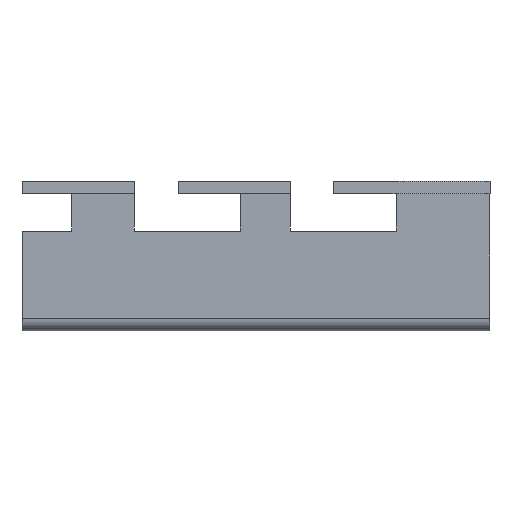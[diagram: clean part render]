
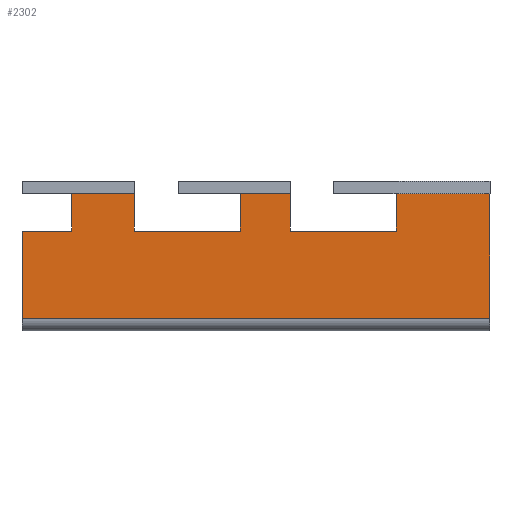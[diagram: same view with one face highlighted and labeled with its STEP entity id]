
A CAD part, left-side view. The second image highlights one B-rep face of the part: STEP entity #2302.
In plain terms, the highlighted planar face has unit normal (-1, 0, 0).
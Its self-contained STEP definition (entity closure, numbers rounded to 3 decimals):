
#1 = ORIENTED_EDGE ( 'NONE', *, *, #1115, .F. ) ;
#42 = ORIENTED_EDGE ( 'NONE', *, *, #2973, .F. ) ;
#44 = LINE ( 'NONE', #2629, #1354 ) ;
#65 = CARTESIAN_POINT ( 'NONE',  ( -40., 0., 22. ) ) ;
#82 = CARTESIAN_POINT ( 'NONE',  ( -40., 2.5, 0. ) ) ;
#97 = DIRECTION ( 'NONE',  ( 0., -1., 0. ) ) ;
#176 = VERTEX_POINT ( 'NONE', #2421 ) ;
#254 = VECTOR ( 'NONE', #575, 1000. ) ;
#268 = VECTOR ( 'NONE', #2522, 1000. ) ;
#302 = VECTOR ( 'NONE', #1906, 1000. ) ;
#314 = LINE ( 'NONE', #3158, #2433 ) ;
#331 = EDGE_CURVE ( 'NONE', #2335, #477, #2045, .T. ) ;
#357 = VECTOR ( 'NONE', #1612, 1000. ) ;
#410 = CARTESIAN_POINT ( 'NONE',  ( -40., -5.5, 22. ) ) ;
#426 = LINE ( 'NONE', #2241, #2220 ) ;
#434 = EDGE_CURVE ( 'NONE', #724, #2408, #1907, .T. ) ;
#440 = EDGE_CURVE ( 'NONE', #1733, #176, #1160, .T. ) ;
#477 = VERTEX_POINT ( 'NONE', #908 ) ;
#551 = ORIENTED_EDGE ( 'NONE', *, *, #2882, .F. ) ;
#575 = DIRECTION ( 'NONE',  ( 0., -1., 0. ) ) ;
#599 = LINE ( 'NONE', #2904, #302 ) ;
#612 = VERTEX_POINT ( 'NONE', #3000 ) ;
#618 = CARTESIAN_POINT ( 'NONE',  ( -40., 0., 22. ) ) ;
#620 = DIRECTION ( 'NONE',  ( 0., 0., 1. ) ) ;
#694 = CARTESIAN_POINT ( 'NONE',  ( -40., 19.5, 16. ) ) ;
#697 = VERTEX_POINT ( 'NONE', #410 ) ;
#724 = VERTEX_POINT ( 'NONE', #694 ) ;
#793 = FACE_OUTER_BOUND ( 'NONE', #2355, .T. ) ;
#816 = EDGE_CURVE ( 'NONE', #2195, #2335, #426, .T. ) ;
#830 = CARTESIAN_POINT ( 'NONE',  ( -40., -5.5, 0. ) ) ;
#843 = EDGE_CURVE ( 'NONE', #1242, #2195, #2759, .T. ) ;
#892 = DIRECTION ( 'NONE',  ( 0., -1., 0. ) ) ;
#908 = CARTESIAN_POINT ( 'NONE',  ( -40., -37.5, 22. ) ) ;
#1052 = LINE ( 'NONE', #3162, #254 ) ;
#1101 = LINE ( 'NONE', #830, #357 ) ;
#1105 = DIRECTION ( 'NONE',  ( 0., 1., 0. ) ) ;
#1115 = EDGE_CURVE ( 'NONE', #3314, #1380, #314, .T. ) ;
#1122 = EDGE_CURVE ( 'NONE', #2124, #1257, #2941, .T. ) ;
#1143 = CARTESIAN_POINT ( 'NONE',  ( -40., 29.5, 24. ) ) ;
#1146 = DIRECTION ( 'NONE',  ( 0., 0., -1. ) ) ;
#1160 = LINE ( 'NONE', #1143, #2539 ) ;
#1163 = CARTESIAN_POINT ( 'NONE',  ( -40., 0., 0. ) ) ;
#1177 = ORIENTED_EDGE ( 'NONE', *, *, #816, .F. ) ;
#1204 = VECTOR ( 'NONE', #3156, 1000. ) ;
#1242 = VERTEX_POINT ( 'NONE', #2757 ) ;
#1244 = ORIENTED_EDGE ( 'NONE', *, *, #331, .F. ) ;
#1257 = VERTEX_POINT ( 'NONE', #1473 ) ;
#1258 = VECTOR ( 'NONE', #97, 1000. ) ;
#1327 = CARTESIAN_POINT ( 'NONE',  ( -40., 0., 16. ) ) ;
#1330 = VECTOR ( 'NONE', #1854, 1000. ) ;
#1354 = VECTOR ( 'NONE', #1105, 1000. ) ;
#1367 = LINE ( 'NONE', #65, #1204 ) ;
#1380 = VERTEX_POINT ( 'NONE', #3089 ) ;
#1400 = CARTESIAN_POINT ( 'NONE',  ( -40., -22.5, 22. ) ) ;
#1446 = EDGE_CURVE ( 'NONE', #724, #2124, #2178, .T. ) ;
#1473 = CARTESIAN_POINT ( 'NONE',  ( -40., 2.5, 22. ) ) ;
#1508 = DIRECTION ( 'NONE',  ( 0., 0., 1. ) ) ;
#1512 = ORIENTED_EDGE ( 'NONE', *, *, #3216, .F. ) ;
#1555 = EDGE_CURVE ( 'NONE', #477, #612, #599, .T. ) ;
#1593 = CARTESIAN_POINT ( 'NONE',  ( -40., 29.5, 16. ) ) ;
#1611 = ORIENTED_EDGE ( 'NONE', *, *, #1446, .F. ) ;
#1612 = DIRECTION ( 'NONE',  ( 0., 0., 1. ) ) ;
#1633 = ORIENTED_EDGE ( 'NONE', *, *, #1759, .T. ) ;
#1733 = VERTEX_POINT ( 'NONE', #1593 ) ;
#1759 = EDGE_CURVE ( 'NONE', #1242, #697, #1101, .T. ) ;
#1782 = EDGE_CURVE ( 'NONE', #1380, #1733, #1052, .T. ) ;
#1854 = DIRECTION ( 'NONE',  ( 0., -1., 0. ) ) ;
#1906 = DIRECTION ( 'NONE',  ( 0., 0., -1. ) ) ;
#1907 = LINE ( 'NONE', #2935, #2101 ) ;
#1933 = CARTESIAN_POINT ( 'NONE',  ( -40., 37.5, 2. ) ) ;
#1957 = AXIS2_PLACEMENT_3D ( 'NONE', #1163, #2718, #1146 ) ;
#1970 = ORIENTED_EDGE ( 'NONE', *, *, #1122, .F. ) ;
#1993 = CARTESIAN_POINT ( 'NONE',  ( -40., 2.5, 16. ) ) ;
#2045 = LINE ( 'NONE', #2414, #3076 ) ;
#2046 = ORIENTED_EDGE ( 'NONE', *, *, #440, .F. ) ;
#2101 = VECTOR ( 'NONE', #2920, 1000. ) ;
#2124 = VERTEX_POINT ( 'NONE', #1993 ) ;
#2178 = LINE ( 'NONE', #1327, #1330 ) ;
#2195 = VERTEX_POINT ( 'NONE', #2634 ) ;
#2220 = VECTOR ( 'NONE', #1508, 1000. ) ;
#2241 = CARTESIAN_POINT ( 'NONE',  ( -40., -22.5, 0. ) ) ;
#2257 = CARTESIAN_POINT ( 'NONE',  ( -40., 0., 16. ) ) ;
#2302 = ADVANCED_FACE ( 'NONE', ( #793 ), #2940, .F. ) ;
#2335 = VERTEX_POINT ( 'NONE', #1400 ) ;
#2349 = CARTESIAN_POINT ( 'NONE',  ( -40., 19.5, 22. ) ) ;
#2355 = EDGE_LOOP ( 'NONE', ( #1177, #2674, #1633, #42, #1970, #1611, #2715, #551, #2046, #2636, #1, #1512, #3253, #1244 ) ) ;
#2405 = DIRECTION ( 'NONE',  ( 0., 0., 1. ) ) ;
#2408 = VERTEX_POINT ( 'NONE', #2349 ) ;
#2414 = CARTESIAN_POINT ( 'NONE',  ( -40., 0., 22. ) ) ;
#2421 = CARTESIAN_POINT ( 'NONE',  ( -40., 29.5, 22. ) ) ;
#2433 = VECTOR ( 'NONE', #2405, 1000. ) ;
#2522 = DIRECTION ( 'NONE',  ( 0., -1., 0. ) ) ;
#2539 = VECTOR ( 'NONE', #2696, 1000. ) ;
#2629 = CARTESIAN_POINT ( 'NONE',  ( -40., 37.5, 2. ) ) ;
#2634 = CARTESIAN_POINT ( 'NONE',  ( -40., -22.5, 16. ) ) ;
#2636 = ORIENTED_EDGE ( 'NONE', *, *, #1782, .F. ) ;
#2674 = ORIENTED_EDGE ( 'NONE', *, *, #843, .F. ) ;
#2696 = DIRECTION ( 'NONE',  ( 0., 0., 1. ) ) ;
#2715 = ORIENTED_EDGE ( 'NONE', *, *, #434, .T. ) ;
#2718 = DIRECTION ( 'NONE',  ( 1., 0., 0. ) ) ;
#2757 = CARTESIAN_POINT ( 'NONE',  ( -40., -5.5, 16. ) ) ;
#2759 = LINE ( 'NONE', #2257, #268 ) ;
#2862 = VECTOR ( 'NONE', #620, 1000. ) ;
#2882 = EDGE_CURVE ( 'NONE', #176, #2408, #1367, .T. ) ;
#2904 = CARTESIAN_POINT ( 'NONE',  ( -40., -37.5, 24. ) ) ;
#2920 = DIRECTION ( 'NONE',  ( 0., 0., 1. ) ) ;
#2935 = CARTESIAN_POINT ( 'NONE',  ( -40., 19.5, 0. ) ) ;
#2940 = PLANE ( 'NONE',  #1957 ) ;
#2941 = LINE ( 'NONE', #82, #2862 ) ;
#2973 = EDGE_CURVE ( 'NONE', #1257, #697, #3238, .T. ) ;
#3000 = CARTESIAN_POINT ( 'NONE',  ( -40., -37.5, 2. ) ) ;
#3076 = VECTOR ( 'NONE', #892, 1000. ) ;
#3089 = CARTESIAN_POINT ( 'NONE',  ( -40., 37.5, 16. ) ) ;
#3156 = DIRECTION ( 'NONE',  ( 0., -1., 0. ) ) ;
#3158 = CARTESIAN_POINT ( 'NONE',  ( -40., 37.5, 2. ) ) ;
#3162 = CARTESIAN_POINT ( 'NONE',  ( -40., 37.5, 16. ) ) ;
#3216 = EDGE_CURVE ( 'NONE', #612, #3314, #44, .T. ) ;
#3238 = LINE ( 'NONE', #618, #1258 ) ;
#3253 = ORIENTED_EDGE ( 'NONE', *, *, #1555, .F. ) ;
#3314 = VERTEX_POINT ( 'NONE', #1933 ) ;
